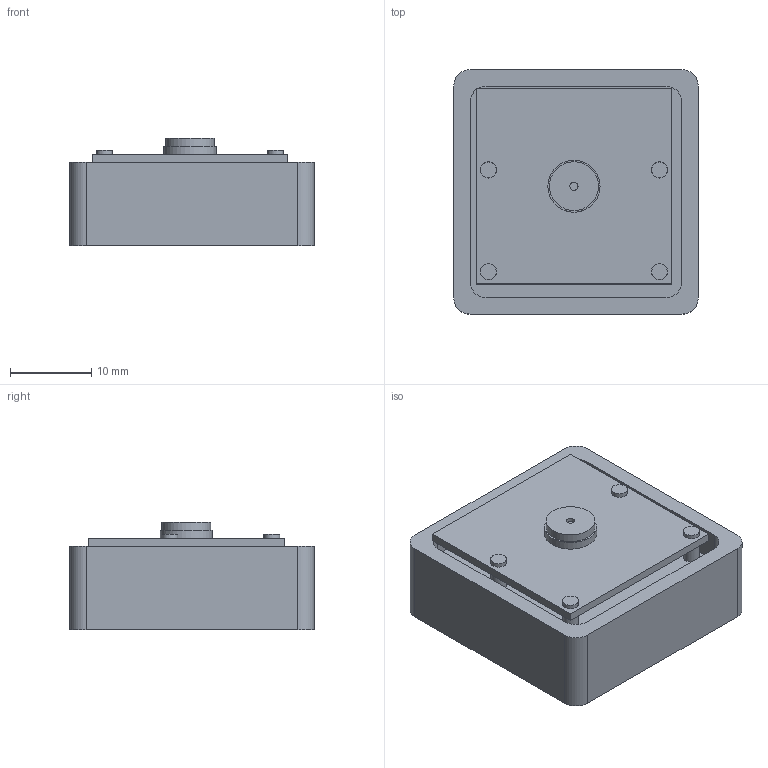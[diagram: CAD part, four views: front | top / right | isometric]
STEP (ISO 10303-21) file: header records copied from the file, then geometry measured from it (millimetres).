
FILE_DESCRIPTION(/* description */ (''),/* implementation_level */ '2;1');
FILE_NAME(/* name */ 'Cam Module (Covered) .step',/* time_stamp */ '2022-06-04T22:31:07+05:30',/* author */ (''),/* organization */ (''),/* preprocessor_version */ 'ST-DEVELOPER v19',/* originating_system */ 'Autodesk Translation Framework v11.7.0.108',/* authorisation */ '');
FILE_SCHEMA (('AUTOMOTIVE_DESIGN { 1 0 10303 214 3 1 1 }'));
Length unit declared in the file: millimetre
Products named in the file (4): Cam Module (Covered); raspberry pi test v2; Camera Module v2; Camera Case Lid v2
Assembly tree (3 placements, depth 2):
  Cam Module (Covered)
    raspberry pi test v2
    Camera Module v2
    Camera Case Lid v2
Bounding box: 30 x 30 x 13.2 mm (x, y, z)
Volume: 5298.5 mm3; surface area: 6806.3 mm2
Topology: 3 solids, 3 shells, 90 faces, 216 edges, 144 vertices
Faces by surface type: plane 60, cylinder 30
Full cylindrical faces by diameter (mm): 1 x1, 1.955 x4, 2 x8, 6 x1, 6.4 x2
Entity records: 2816 total; most frequent: DIRECTION 470, CARTESIAN_POINT 457, ORIENTED_EDGE 432, EDGE_CURVE 216, AXIS2_PLACEMENT_3D 157, LINE 156, VECTOR 156, VERTEX_POINT 144
